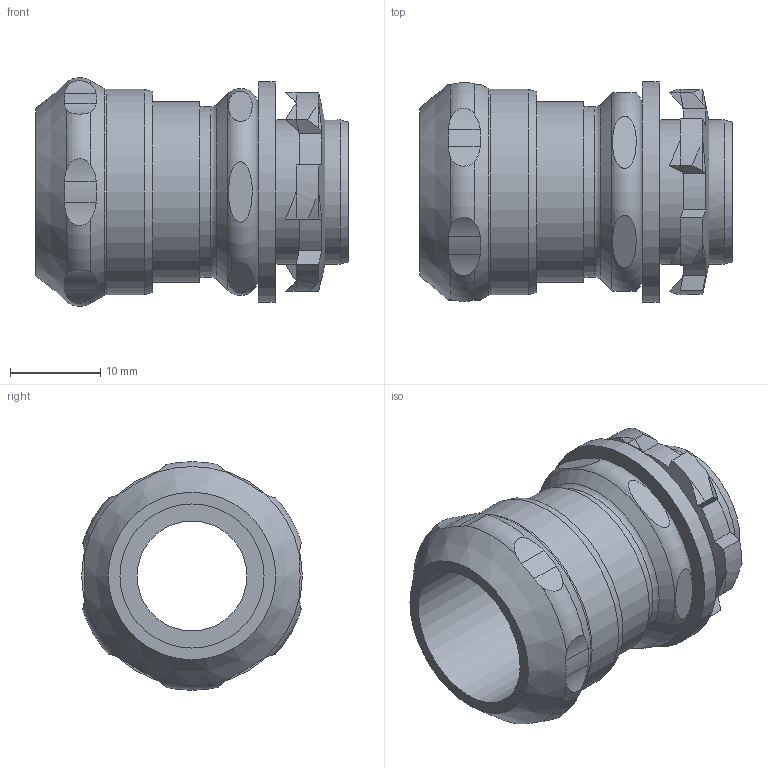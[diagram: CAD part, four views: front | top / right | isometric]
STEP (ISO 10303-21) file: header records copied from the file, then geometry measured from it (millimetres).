
FILE_DESCRIPTION(/* description */ (''),/* implementation_level */ '2;1');
FILE_NAME(/* name */ '',/* time_stamp */ '2025-06-23T10:04:59+07:00',/* author */ ('zeta-72'),/* organization */ (''),/* preprocessor_version */ 'ST-DEVELOPER v19.2',/* originating_system */ 'Autodesk Inventor 2024',/* authorisation */ '');
FILE_SCHEMA (('AUTOMOTIVE_DESIGN { 1 0 10303 214 3 1 1 }'));
Length unit declared in the file: millimetre
Products named in the file (1): ЗЭТА.046.020.000_Муфта вводная 
IP66_Упростить_1
Bounding box: 34.75 x 24.5 x 25.39 mm (x, y, z)
Volume: 6178.6 mm3; surface area: 5460.3 mm2
Topology: 7 solids, 7 shells, 127 faces, 341 edges, 210 vertices
Faces by surface type: cylinder 39, bspline 36, plane 31, cone 11, torus 10
Full cylindrical faces by diameter (mm): 12.2 x1, 16 x3, 16.1 x1, 18.9 x1, 20.1 x1, 22.8 x1, 24.5 x1
Entity records: 5112 total; most frequent: CARTESIAN_POINT 2135, ORIENTED_EDGE 622, DIRECTION 511, EDGE_CURVE 311, AXIS2_PLACEMENT_3D 226, VERTEX_POINT 210, EDGE_LOOP 141, CIRCLE 134
